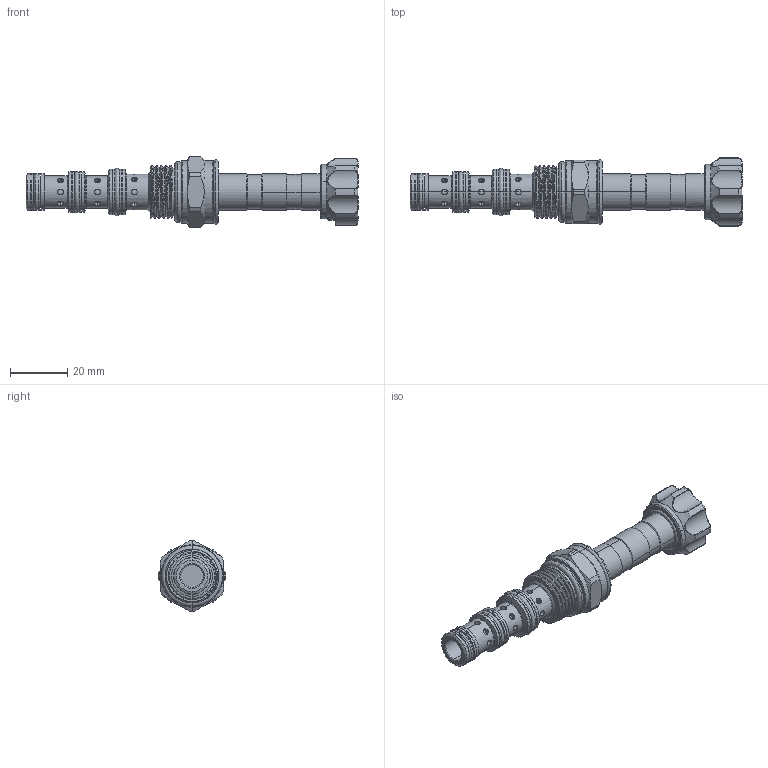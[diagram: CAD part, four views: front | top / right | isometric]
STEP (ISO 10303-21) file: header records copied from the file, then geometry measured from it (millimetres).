
FILE_DESCRIPTION (( 'STEP AP203' ), '1' );
FILE_NAME ('ES08W4A12N04.STEP', '2020-04-16T05:38:17', ( '' ), ( '' ), 'SwSTEP 2.0', 'SolidWorks 2018', '' );
FILE_SCHEMA (( 'CONFIG_CONTROL_DESIGN' ));
Length unit declared in the file: millimetre
Products named in the file (1): ES08W4A12N04
Bounding box: 116.15 x 23.79 x 24.65 mm (x, y, z)
Volume: 22042.6 mm3; surface area: 10329.6 mm2
Topology: 6 solids, 8 shells, 395 faces, 896 edges, 547 vertices
Faces by surface type: cylinder 205, torus 73, cone 41, plane 39, bspline 37
Entity records: 15280 total; most frequent: CARTESIAN_POINT 6697, ORIENTED_EDGE 1788, DIRECTION 1753, EDGE_CURVE 894, AXIS2_PLACEMENT_3D 759, VERTEX_POINT 547, EDGE_LOOP 443, CIRCLE 400
